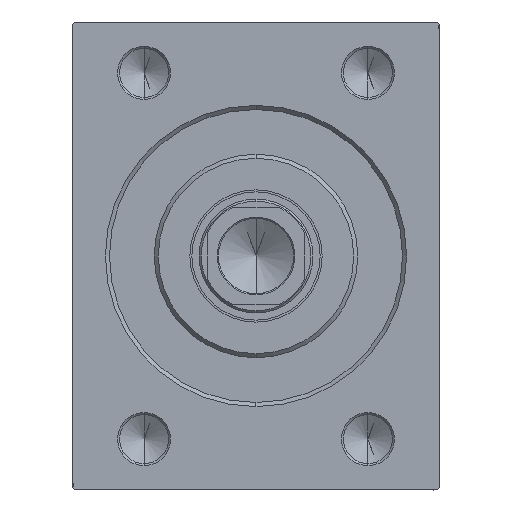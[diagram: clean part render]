
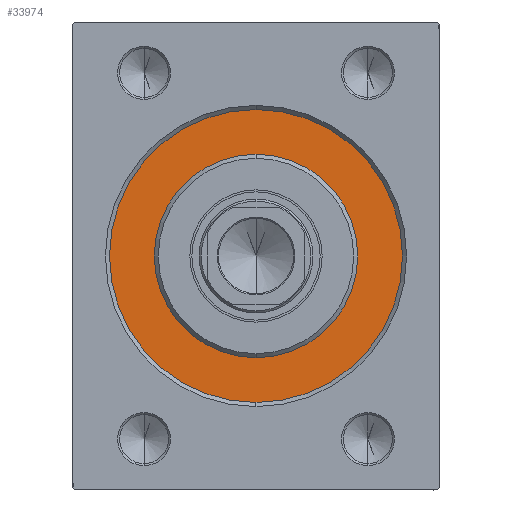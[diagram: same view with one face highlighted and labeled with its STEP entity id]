
A CAD part, left-side view. The second image highlights one B-rep face of the part: STEP entity #33974.
In plain terms, the highlighted face is planar.
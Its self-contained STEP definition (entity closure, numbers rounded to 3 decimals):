
#1026 = CARTESIAN_POINT ( 'NONE',  ( 0., 0., 25. ) ) ;
#2108 = EDGE_LOOP ( 'NONE', ( #4103, #34030 ) ) ;
#2743 = VERTEX_POINT ( 'NONE', #26277 ) ;
#3017 = AXIS2_PLACEMENT_3D ( 'NONE', #7830, #35859, #34962 ) ;
#3039 = VERTEX_POINT ( 'NONE', #42269 ) ;
#3896 = CARTESIAN_POINT ( 'NONE',  ( 0., 0., 0. ) ) ;
#4103 = ORIENTED_EDGE ( 'NONE', *, *, #21662, .F. ) ;
#5133 = CIRCLE ( 'NONE', #26250, 36. ) ;
#5294 = DIRECTION ( 'NONE',  ( 0., 0., 1. ) ) ;
#7632 = CARTESIAN_POINT ( 'NONE',  ( 0., 0., 0. ) ) ;
#7830 = CARTESIAN_POINT ( 'NONE',  ( 0., 0., 0. ) ) ;
#8938 = DIRECTION ( 'NONE',  ( -1., 0., 0. ) ) ;
#11965 = ORIENTED_EDGE ( 'NONE', *, *, #40506, .F. ) ;
#14254 = DIRECTION ( 'NONE',  ( -1., 0., 0. ) ) ;
#14794 = CIRCLE ( 'NONE', #29330, 25. ) ;
#14902 = EDGE_CURVE ( 'NONE', #26311, #2743, #5133, .T. ) ;
#15054 = DIRECTION ( 'NONE',  ( 1., 0., 0. ) ) ;
#16239 = PLANE ( 'NONE',  #35999 ) ;
#18472 = AXIS2_PLACEMENT_3D ( 'NONE', #26699, #20304, #34207 ) ;
#20304 = DIRECTION ( 'NONE',  ( 1., 0., 0. ) ) ;
#21662 = EDGE_CURVE ( 'NONE', #2743, #26311, #40867, .T. ) ;
#24035 = CARTESIAN_POINT ( 'NONE',  ( 0., 0., 36. ) ) ;
#26250 = AXIS2_PLACEMENT_3D ( 'NONE', #7632, #14254, #39087 ) ;
#26277 = CARTESIAN_POINT ( 'NONE',  ( 0., 0., -36. ) ) ;
#26311 = VERTEX_POINT ( 'NONE', #24035 ) ;
#26699 = CARTESIAN_POINT ( 'NONE',  ( 0., 0., 0. ) ) ;
#29330 = AXIS2_PLACEMENT_3D ( 'NONE', #3896, #15054, #42417 ) ;
#30582 = CARTESIAN_POINT ( 'NONE',  ( 0., 0., 0. ) ) ;
#33974 = ADVANCED_FACE ( 'NONE', ( #40171, #44491 ), #16239, .F. ) ;
#34030 = ORIENTED_EDGE ( 'NONE', *, *, #14902, .F. ) ;
#34207 = DIRECTION ( 'NONE',  ( 0., 0., -1. ) ) ;
#34962 = DIRECTION ( 'NONE',  ( 0., 0., 1. ) ) ;
#35859 = DIRECTION ( 'NONE',  ( -1., 0., 0. ) ) ;
#35932 = CIRCLE ( 'NONE', #18472, 25. ) ;
#35999 = AXIS2_PLACEMENT_3D ( 'NONE', #30582, #8938, #5294 ) ;
#37593 = ORIENTED_EDGE ( 'NONE', *, *, #44983, .F. ) ;
#39087 = DIRECTION ( 'NONE',  ( 0., 0., 1. ) ) ;
#40171 = FACE_BOUND ( 'NONE', #42467, .T. ) ;
#40506 = EDGE_CURVE ( 'NONE', #42976, #3039, #14794, .T. ) ;
#40867 = CIRCLE ( 'NONE', #3017, 36. ) ;
#42269 = CARTESIAN_POINT ( 'NONE',  ( 0., 0., -25. ) ) ;
#42417 = DIRECTION ( 'NONE',  ( 0., 0., -1. ) ) ;
#42467 = EDGE_LOOP ( 'NONE', ( #11965, #37593 ) ) ;
#42976 = VERTEX_POINT ( 'NONE', #1026 ) ;
#44491 = FACE_OUTER_BOUND ( 'NONE', #2108, .T. ) ;
#44983 = EDGE_CURVE ( 'NONE', #3039, #42976, #35932, .T. ) ;
